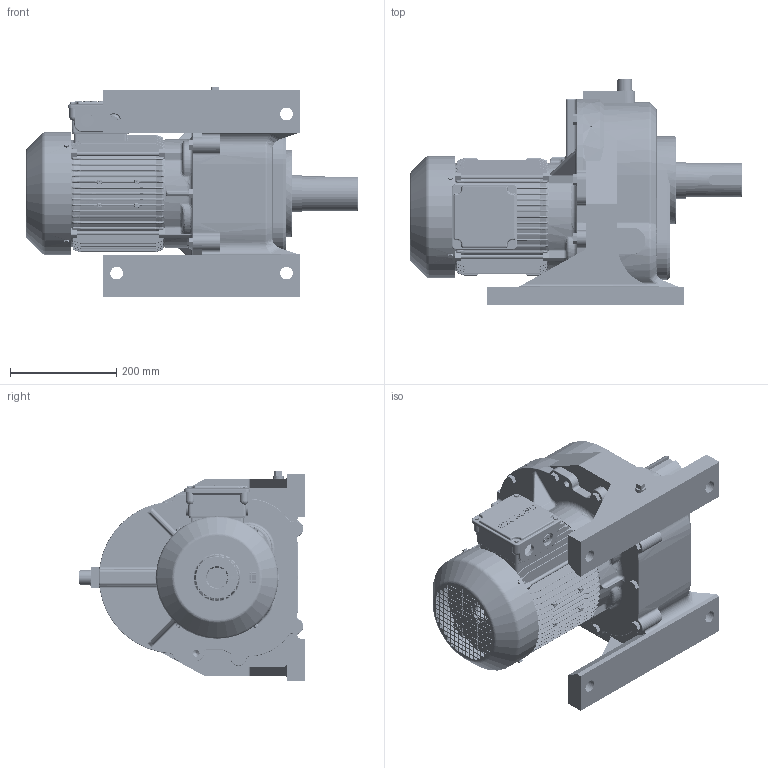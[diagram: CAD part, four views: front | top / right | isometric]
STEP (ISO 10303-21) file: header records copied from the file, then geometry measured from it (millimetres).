
FILE_DESCRIPTION (( 'STEP AP214' ), '1' );
FILE_NAME ('EK2DO100759H0001_F1HA23_3.7KW_R60_CUSTOMER.stp', '2024-03-15T08:10:34', ( '' ), ( '' ), 'SwSTEP 2.0', 'SolidWorks 2022', '' );
FILE_SCHEMA (( 'AUTOMOTIVE_DESIGN' ));
Length unit declared in the file: millimetre
Products named in the file (1): EK2DO100759H0001_F1HA23_3.7KW_R60_CUSTOMER
Bounding box: 626 x 425.5 x 396 mm (x, y, z)
Volume: 22146587.5 mm3; surface area: 1850516.8 mm2
Topology: 33 solids, 33 shells, 8714 faces, 22013 edges, 13315 vertices
Faces by surface type: cylinder 2959, bspline 2480, plane 2023, torus 662, cone 381, sphere 209
Entity records: 432721 total; most frequent: CARTESIAN_POINT 145725, ORIENTED_EDGE 43564, DIRECTION 36838, EDGE_CURVE 21782, AXIS2_PLACEMENT_3D 14045, VERTEX_POINT 13283, EDGE_LOOP 9327, VECTOR 8748
